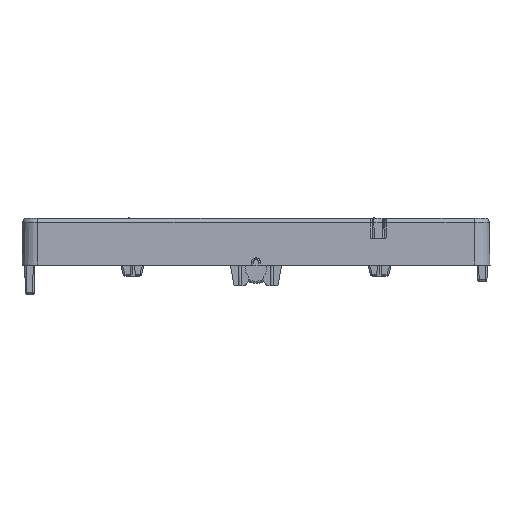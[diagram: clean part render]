
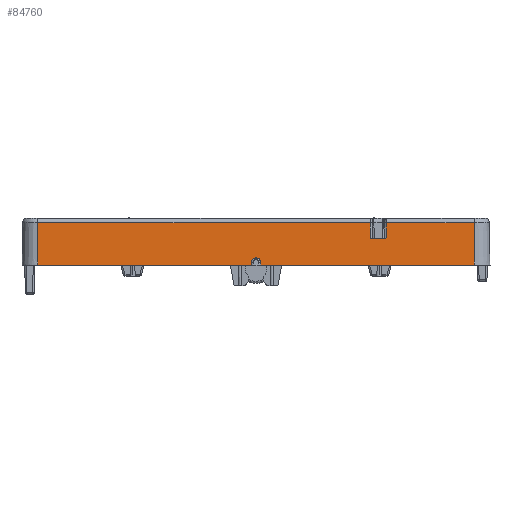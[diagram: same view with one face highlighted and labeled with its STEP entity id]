
A CAD part, left-side view. The second image highlights one B-rep face of the part: STEP entity #84760.
In plain terms, the highlighted planar face has unit normal (-1, 0, 0.018).
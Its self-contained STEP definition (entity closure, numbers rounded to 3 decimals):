
#84732=AXIS2_PLACEMENT_3D('Plane Axis2P3D',#84729,#84730,#84731) ;
#2019=CARTESIAN_POINT('Line Origine',(-26.539,-14.52,38.)) ;
#2023=CARTESIAN_POINT('Vertex',(-26.54,-14.368,38.)) ;
#2025=CARTESIAN_POINT('Vertex',(-26.54,-14.393,38.)) ;
#29448=CARTESIAN_POINT('Control Point',(-26.593,-0.542,35.)) ;
#29449=CARTESIAN_POINT('Control Point',(-26.587,-0.525,35.326)) ;
#29450=CARTESIAN_POINT('Vertex',(-26.593,-0.542,35.)) ;
#29452=CARTESIAN_POINT('Vertex',(-26.587,-0.525,35.326)) ;
#29490=CARTESIAN_POINT('Vertex',(-26.579,-0.026,35.8)) ;
#29503=CARTESIAN_POINT('Control Point',(-26.579,-0.026,35.8)) ;
#29504=CARTESIAN_POINT('Control Point',(-26.579,-0.215,35.8)) ;
#29505=CARTESIAN_POINT('Control Point',(-26.58,-0.407,35.702)) ;
#29506=CARTESIAN_POINT('Control Point',(-26.584,-0.515,35.516)) ;
#29507=CARTESIAN_POINT('Control Point',(-26.587,-0.525,35.326)) ;
#29526=CARTESIAN_POINT('Vertex',(-26.593,0.542,35.)) ;
#29541=CARTESIAN_POINT('Vertex',(-26.587,0.525,35.326)) ;
#29545=CARTESIAN_POINT('Control Point',(-26.593,0.542,35.)) ;
#29546=CARTESIAN_POINT('Control Point',(-26.587,0.525,35.326)) ;
#29561=CARTESIAN_POINT('Line Origine',(-26.579,0.,35.8)) ;
#29565=CARTESIAN_POINT('Vertex',(-26.579,0.026,35.8)) ;
#29660=CARTESIAN_POINT('Control Point',(-26.579,0.026,35.8)) ;
#29661=CARTESIAN_POINT('Control Point',(-26.579,0.215,35.8)) ;
#29662=CARTESIAN_POINT('Control Point',(-26.58,0.407,35.702)) ;
#29663=CARTESIAN_POINT('Control Point',(-26.584,0.515,35.516)) ;
#29664=CARTESIAN_POINT('Control Point',(-26.587,0.525,35.326)) ;
#81061=CARTESIAN_POINT('Vertex',(-26.509,-24.8,39.809)) ;
#81064=CARTESIAN_POINT('Line Origine',(-26.546,-24.8,37.65)) ;
#81068=CARTESIAN_POINT('Vertex',(-26.593,-24.8,35.)) ;
#81135=CARTESIAN_POINT('Vertex',(-26.509,24.8,39.809)) ;
#81154=CARTESIAN_POINT('Vertex',(-26.593,24.8,35.)) ;
#81157=CARTESIAN_POINT('Line Origine',(-26.546,24.8,37.65)) ;
#82605=CARTESIAN_POINT('Line Origine',(-26.593,-12.671,35.)) ;
#82610=CARTESIAN_POINT('Line Origine',(-26.593,12.671,35.)) ;
#83140=CARTESIAN_POINT('Line Origine',(-26.509,0.,39.809)) ;
#83144=CARTESIAN_POINT('Vertex',(-26.509,-12.993,39.809)) ;
#84104=CARTESIAN_POINT('Line Origine',(-26.54,-14.581,38.)) ;
#84108=CARTESIAN_POINT('Vertex',(-26.54,-14.77,38.)) ;
#84166=CARTESIAN_POINT('Vertex',(-26.54,-13.056,38.)) ;
#84169=CARTESIAN_POINT('Line Origine',(-26.54,-13.712,38.)) ;
#84453=CARTESIAN_POINT('Line Origine',(-26.509,0.,39.809)) ;
#84457=CARTESIAN_POINT('Vertex',(-26.509,-14.833,39.809)) ;
#84729=CARTESIAN_POINT('Axis2P3D Location',(-26.5,0.,40.3)) ;
#84735=CARTESIAN_POINT('Control Point',(-26.509,-12.993,39.809)) ;
#84736=CARTESIAN_POINT('Control Point',(-26.54,-13.056,38.)) ;
#84739=CARTESIAN_POINT('Control Point',(-26.509,-14.833,39.809)) ;
#84740=CARTESIAN_POINT('Control Point',(-26.54,-14.77,38.)) ;
#2020=DIRECTION('Vector Direction',(-0.009,1.,0.)) ;
#29562=DIRECTION('Vector Direction',(0.,1.,0.)) ;
#81065=DIRECTION('Vector Direction',(-0.017,0.,-1.)) ;
#81158=DIRECTION('Vector Direction',(-0.017,0.,-1.)) ;
#82606=DIRECTION('Vector Direction',(0.,-1.,0.)) ;
#82611=DIRECTION('Vector Direction',(0.,-1.,0.)) ;
#83141=DIRECTION('Vector Direction',(0.,1.,0.)) ;
#84105=DIRECTION('Vector Direction',(0.,1.,0.)) ;
#84170=DIRECTION('Vector Direction',(0.,1.,0.)) ;
#84454=DIRECTION('Vector Direction',(0.,1.,0.)) ;
#84730=DIRECTION('Axis2P3D Direction',(1.,0.,-0.017)) ;
#84731=DIRECTION('Axis2P3D XDirection',(0.,-1.,0.)) ;
#2021=VECTOR('Line Direction',#2020,1.) ;
#29563=VECTOR('Line Direction',#29562,1.) ;
#81066=VECTOR('Line Direction',#81065,1.) ;
#81159=VECTOR('Line Direction',#81158,1.) ;
#82607=VECTOR('Line Direction',#82606,1.) ;
#82612=VECTOR('Line Direction',#82611,1.) ;
#83142=VECTOR('Line Direction',#83141,1.) ;
#84106=VECTOR('Line Direction',#84105,1.) ;
#84171=VECTOR('Line Direction',#84170,1.) ;
#84455=VECTOR('Line Direction',#84454,1.) ;
#84743=ORIENTED_EDGE('',*,*,#2027,.F.) ;
#84744=ORIENTED_EDGE('',*,*,#84173,.F.) ;
#84745=ORIENTED_EDGE('',*,*,#84737,.T.) ;
#84746=ORIENTED_EDGE('',*,*,#83146,.T.) ;
#84747=ORIENTED_EDGE('',*,*,#81161,.F.) ;
#84748=ORIENTED_EDGE('',*,*,#82614,.F.) ;
#84749=ORIENTED_EDGE('',*,*,#29547,.T.) ;
#84750=ORIENTED_EDGE('',*,*,#29665,.F.) ;
#84751=ORIENTED_EDGE('',*,*,#29567,.F.) ;
#84752=ORIENTED_EDGE('',*,*,#29508,.T.) ;
#84753=ORIENTED_EDGE('',*,*,#29454,.F.) ;
#84754=ORIENTED_EDGE('',*,*,#82609,.F.) ;
#84755=ORIENTED_EDGE('',*,*,#81070,.T.) ;
#84756=ORIENTED_EDGE('',*,*,#84459,.T.) ;
#84757=ORIENTED_EDGE('',*,*,#84741,.T.) ;
#84758=ORIENTED_EDGE('',*,*,#84110,.F.) ;
#84760=ADVANCED_FACE('PartBody',(#84759),#84733,.F.) ;
#29447=B_SPLINE_CURVE_WITH_KNOTS('',1,(#29448,#29449),.UNSPECIFIED.,.F.,.U.,(2,2),(-0.163,0.163),.UNSPECIFIED.) ;
#29502=B_SPLINE_CURVE_WITH_KNOTS('',4,(#29503,#29504,#29505,#29506,#29507),.UNSPECIFIED.,.F.,.U.,(5,5),(0.,1.074),.UNSPECIFIED.) ;
#29544=B_SPLINE_CURVE_WITH_KNOTS('',1,(#29545,#29546),.UNSPECIFIED.,.F.,.U.,(2,2),(-0.163,0.163),.UNSPECIFIED.) ;
#29659=B_SPLINE_CURVE_WITH_KNOTS('',4,(#29660,#29661,#29662,#29663,#29664),.UNSPECIFIED.,.F.,.U.,(5,5),(0.,1.074),.UNSPECIFIED.) ;
#84734=B_SPLINE_CURVE_WITH_KNOTS('',1,(#84735,#84736),.UNSPECIFIED.,.F.,.U.,(2,2),(-2.275,-0.465),.UNSPECIFIED.) ;
#84738=B_SPLINE_CURVE_WITH_KNOTS('',1,(#84739,#84740),.UNSPECIFIED.,.F.,.U.,(2,2),(-2.275,-0.465),.UNSPECIFIED.) ;
#2027=EDGE_CURVE('',#2024,#2026,#2022,.F.) ;
#29454=EDGE_CURVE('',#29451,#29453,#29447,.T.) ;
#29508=EDGE_CURVE('',#29491,#29453,#29502,.T.) ;
#29547=EDGE_CURVE('',#29527,#29542,#29544,.T.) ;
#29567=EDGE_CURVE('',#29491,#29566,#29564,.T.) ;
#29665=EDGE_CURVE('',#29566,#29542,#29659,.T.) ;
#81070=EDGE_CURVE('',#81069,#81062,#81067,.F.) ;
#81161=EDGE_CURVE('',#81155,#81136,#81160,.F.) ;
#82609=EDGE_CURVE('',#81069,#29451,#82608,.F.) ;
#82614=EDGE_CURVE('',#29527,#81155,#82613,.F.) ;
#83146=EDGE_CURVE('',#83145,#81136,#83143,.T.) ;
#84110=EDGE_CURVE('',#2026,#84109,#84107,.F.) ;
#84173=EDGE_CURVE('',#84167,#2024,#84172,.F.) ;
#84459=EDGE_CURVE('',#81062,#84458,#84456,.T.) ;
#84737=EDGE_CURVE('',#84167,#83145,#84734,.F.) ;
#84741=EDGE_CURVE('',#84458,#84109,#84738,.T.) ;
#84742=EDGE_LOOP('',(#84743,#84744,#84745,#84746,#84747,#84748,#84749,#84750,#84751,#84752,#84753,#84754,#84755,#84756,#84757,#84758)) ;
#84759=FACE_OUTER_BOUND('',#84742,.T.) ;
#2022=LINE('Line',#2019,#2021) ;
#29564=LINE('Line',#29561,#29563) ;
#81067=LINE('Line',#81064,#81066) ;
#81160=LINE('Line',#81157,#81159) ;
#82608=LINE('Line',#82605,#82607) ;
#82613=LINE('Line',#82610,#82612) ;
#83143=LINE('Line',#83140,#83142) ;
#84107=LINE('Line',#84104,#84106) ;
#84172=LINE('Line',#84169,#84171) ;
#84456=LINE('Line',#84453,#84455) ;
#84733=PLANE('',#84732) ;
#2024=VERTEX_POINT('',#2023) ;
#2026=VERTEX_POINT('',#2025) ;
#29451=VERTEX_POINT('',#29450) ;
#29453=VERTEX_POINT('',#29452) ;
#29491=VERTEX_POINT('',#29490) ;
#29527=VERTEX_POINT('',#29526) ;
#29542=VERTEX_POINT('',#29541) ;
#29566=VERTEX_POINT('',#29565) ;
#81062=VERTEX_POINT('',#81061) ;
#81069=VERTEX_POINT('',#81068) ;
#81136=VERTEX_POINT('',#81135) ;
#81155=VERTEX_POINT('',#81154) ;
#83145=VERTEX_POINT('',#83144) ;
#84109=VERTEX_POINT('',#84108) ;
#84167=VERTEX_POINT('',#84166) ;
#84458=VERTEX_POINT('',#84457) ;
